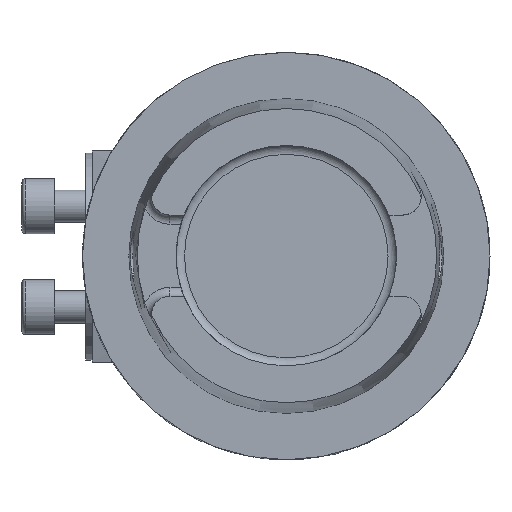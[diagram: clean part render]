
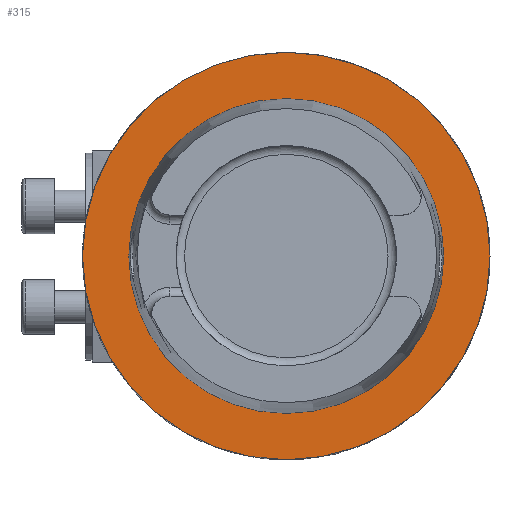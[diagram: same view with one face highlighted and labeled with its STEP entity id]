
A CAD part, top view. The second image highlights one B-rep face of the part: STEP entity #315.
In plain terms, the highlighted planar face has unit normal (0, 0, 1).
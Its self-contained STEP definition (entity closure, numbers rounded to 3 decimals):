
#70=FACE_BOUND('',#565,.T.);
#71=FACE_BOUND('',#566,.T.);
#156=CIRCLE('',#2046,31.47);
#170=CIRCLE('',#2076,24.321);
#231=PLANE('',#2078);
#315=ADVANCED_FACE('',(#70,#71),#231,.F.);
#565=EDGE_LOOP('',(#1096));
#566=EDGE_LOOP('',(#1097));
#1096=ORIENTED_EDGE('',*,*,#1719,.F.);
#1097=ORIENTED_EDGE('',*,*,#1783,.T.);
#1518=VERTEX_POINT('',#3259);
#1559=VERTEX_POINT('',#3529);
#1719=EDGE_CURVE('',#1518,#1518,#156,.T.);
#1783=EDGE_CURVE('',#1559,#1559,#170,.T.);
#2046=AXIS2_PLACEMENT_3D('',#3258,#2355,#2356);
#2076=AXIS2_PLACEMENT_3D('',#3528,#2445,#2446);
#2078=AXIS2_PLACEMENT_3D('',#3531,#2449,#2450);
#2355=DIRECTION('',(0.,0.,-1.));
#2356=DIRECTION('',(1.,0.,0.));
#2445=DIRECTION('',(0.,0.,-1.));
#2446=DIRECTION('',(1.,0.,0.));
#2449=DIRECTION('',(0.,0.,-1.));
#2450=DIRECTION('',(1.,0.,0.));
#3258=CARTESIAN_POINT('',(0.,0.,0.));
#3259=CARTESIAN_POINT('',(31.47,0.,0.));
#3528=CARTESIAN_POINT('',(0.,0.,0.));
#3529=CARTESIAN_POINT('',(24.321,0.,0.));
#3531=CARTESIAN_POINT('',(0.,-25.43,0.));
